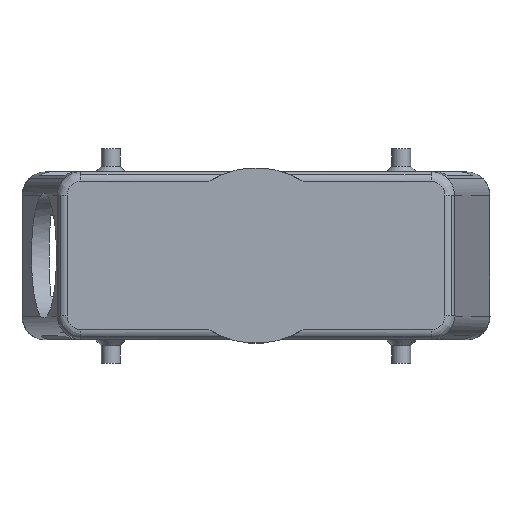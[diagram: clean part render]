
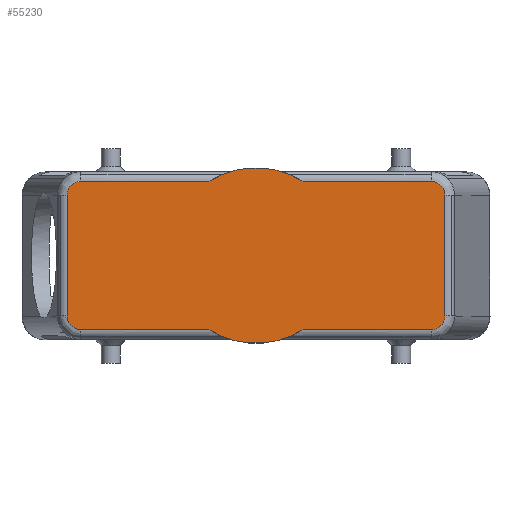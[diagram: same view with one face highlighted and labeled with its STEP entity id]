
A CAD part, top view. The second image highlights one B-rep face of the part: STEP entity #55230.
In plain terms, the highlighted planar face has unit normal (0, 0, 1).
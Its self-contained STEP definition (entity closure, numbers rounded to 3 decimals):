
#54140=CARTESIAN_POINT('',(50.5,0.,81.));
#54150=DIRECTION('',(0.,0.,1.));
#54160=DIRECTION('',(1.,0.,0.));
#54170=AXIS2_PLACEMENT_3D('',#54140,#54150,#54160);
#54180=PLANE('',#54170);
#54190=CARTESIAN_POINT('',(0.,0.,81.));
#54200=DIRECTION('',(0.,0.,-1.));
#54210=DIRECTION('',(-1.,0.,0.));
#54220=AXIS2_PLACEMENT_3D('',#54190,#54200,#54210);
#54230=CIRCLE('',#54220,22.5);
#54240=CARTESIAN_POINT('',(-12.052,19.,81.));
#54250=VERTEX_POINT('',#54240);
#54260=CARTESIAN_POINT('',(12.052,19.,81.));
#54270=VERTEX_POINT('',#54260);
#54280=EDGE_CURVE('',#54250,#54270,#54230,.T.);
#54290=ORIENTED_EDGE('',*,*,#54280,.F.);
#54300=CARTESIAN_POINT('',(12.052,19.,81.));
#54310=DIRECTION('',(1.,0.,0.));
#54320=VECTOR('',#54310,32.835);
#54330=LINE('',#54300,#54320);
#54340=CARTESIAN_POINT('',(44.887,19.,81.));
#54350=VERTEX_POINT('',#54340);
#54360=EDGE_CURVE('',#54270,#54350,#54330,.T.);
#54370=ORIENTED_EDGE('',*,*,#54360,.F.);
#54380=CARTESIAN_POINT('',(44.887,15.5,81.));
#54390=DIRECTION('',(0.,0.,-1.));
#54400=DIRECTION('',(1.,0.,0.));
#54410=AXIS2_PLACEMENT_3D('',#54380,#54390,#54400);
#54420=ELLIPSE('',#54410,3.572,3.5);
#54430=CARTESIAN_POINT('',(48.459,15.5,81.));
#54440=VERTEX_POINT('',#54430);
#54450=EDGE_CURVE('',#54350,#54440,#54420,.T.);
#54460=ORIENTED_EDGE('',*,*,#54450,.F.);
#54470=CARTESIAN_POINT('',(48.459,15.5,81.));
#54480=DIRECTION('',(0.,-1.,0.));
#54490=VECTOR('',#54480,31.);
#54500=LINE('',#54470,#54490);
#54510=CARTESIAN_POINT('',(48.459,-15.5,81.));
#54520=VERTEX_POINT('',#54510);
#54530=EDGE_CURVE('',#54440,#54520,#54500,.T.);
#54540=ORIENTED_EDGE('',*,*,#54530,.F.);
#54550=CARTESIAN_POINT('',(44.887,-15.5,81.));
#54560=DIRECTION('',(0.,0.,-1.));
#54570=DIRECTION('',(1.,0.,0.));
#54580=AXIS2_PLACEMENT_3D('',#54550,#54560,#54570);
#54590=ELLIPSE('',#54580,3.572,3.5);
#54600=CARTESIAN_POINT('',(44.887,-19.,81.));
#54610=VERTEX_POINT('',#54600);
#54620=EDGE_CURVE('',#54520,#54610,#54590,.T.);
#54630=ORIENTED_EDGE('',*,*,#54620,.F.);
#54640=CARTESIAN_POINT('',(44.887,-19.,81.));
#54650=DIRECTION('',(-1.,0.,0.));
#54660=VECTOR('',#54650,32.835);
#54670=LINE('',#54640,#54660);
#54680=CARTESIAN_POINT('',(12.052,-19.,81.));
#54690=VERTEX_POINT('',#54680);
#54700=EDGE_CURVE('',#54610,#54690,#54670,.T.);
#54710=ORIENTED_EDGE('',*,*,#54700,.F.);
#54720=CARTESIAN_POINT('',(0.,0.,81.));
#54730=DIRECTION('',(0.,0.,-1.));
#54740=DIRECTION('',(-1.,0.,0.));
#54750=AXIS2_PLACEMENT_3D('',#54720,#54730,#54740);
#54760=CIRCLE('',#54750,22.5);
#54770=CARTESIAN_POINT('',(-12.052,-19.,81.));
#54780=VERTEX_POINT('',#54770);
#54790=EDGE_CURVE('',#54690,#54780,#54760,.T.);
#54800=ORIENTED_EDGE('',*,*,#54790,.F.);
#54810=CARTESIAN_POINT('',(-12.052,-19.,81.));
#54820=DIRECTION('',(-1.,0.,0.));
#54830=VECTOR('',#54820,32.835);
#54840=LINE('',#54810,#54830);
#54850=CARTESIAN_POINT('',(-44.887,-19.,81.));
#54860=VERTEX_POINT('',#54850);
#54870=EDGE_CURVE('',#54780,#54860,#54840,.T.);
#54880=ORIENTED_EDGE('',*,*,#54870,.F.);
#54890=CARTESIAN_POINT('',(-44.887,-15.5,81.));
#54900=DIRECTION('',(0.,0.,-1.));
#54910=DIRECTION('',(-1.,0.,0.));
#54920=AXIS2_PLACEMENT_3D('',#54890,#54900,#54910);
#54930=ELLIPSE('',#54920,3.572,3.5);
#54940=CARTESIAN_POINT('',(-48.459,-15.5,81.));
#54950=VERTEX_POINT('',#54940);
#54960=EDGE_CURVE('',#54860,#54950,#54930,.T.);
#54970=ORIENTED_EDGE('',*,*,#54960,.F.);
#54980=CARTESIAN_POINT('',(-48.459,-15.5,81.));
#54990=DIRECTION('',(0.,1.,0.));
#55000=VECTOR('',#54990,31.);
#55010=LINE('',#54980,#55000);
#55020=CARTESIAN_POINT('',(-48.459,15.5,81.));
#55030=VERTEX_POINT('',#55020);
#55040=EDGE_CURVE('',#54950,#55030,#55010,.T.);
#55050=ORIENTED_EDGE('',*,*,#55040,.F.);
#55060=CARTESIAN_POINT('',(-44.887,15.5,81.));
#55070=DIRECTION('',(0.,0.,-1.));
#55080=DIRECTION('',(-1.,0.,0.));
#55090=AXIS2_PLACEMENT_3D('',#55060,#55070,#55080);
#55100=ELLIPSE('',#55090,3.572,3.5);
#55110=CARTESIAN_POINT('',(-44.887,19.,81.));
#55120=VERTEX_POINT('',#55110);
#55130=EDGE_CURVE('',#55030,#55120,#55100,.T.);
#55140=ORIENTED_EDGE('',*,*,#55130,.F.);
#55150=CARTESIAN_POINT('',(-44.887,19.,81.));
#55160=DIRECTION('',(1.,0.,0.));
#55170=VECTOR('',#55160,32.835);
#55180=LINE('',#55150,#55170);
#55190=EDGE_CURVE('',#55120,#54250,#55180,.T.);
#55200=ORIENTED_EDGE('',*,*,#55190,.F.);
#55210=EDGE_LOOP('',(#55200,#55140,#55050,#54970,#54880,#54800,#54710,
#54630,#54540,#54460,#54370,#54290));
#55220=FACE_OUTER_BOUND('',#55210,.T.);
#55230=ADVANCED_FACE('',(#55220),#54180,.T.);
